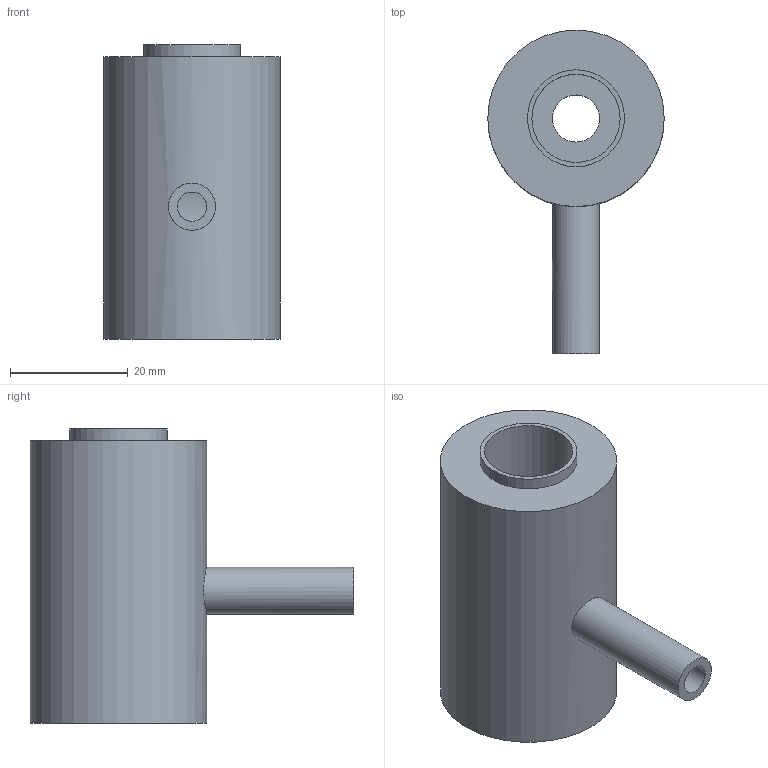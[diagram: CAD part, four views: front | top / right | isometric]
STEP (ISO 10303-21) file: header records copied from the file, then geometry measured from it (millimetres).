
FILE_DESCRIPTION(('FreeCAD Model'),'2;1');
FILE_NAME('Open CASCADE Shape Model','2022-10-25T18:49:30',(''),(''), 'Open CASCADE STEP processor 7.6','FreeCAD','Unknown');
FILE_SCHEMA(('AUTOMOTIVE_DESIGN { 1 0 10303 214 1 1 1 1 }'));
Length unit declared in the file: millimetre
Products named in the file (1): Body_Ringdüse
Bounding box: 30 x 55 x 50 mm (x, y, z)
Volume: 26675.6 mm3; surface area: 10375.6 mm2
Topology: 1 solids, 1 shells, 31 faces, 72 edges, 44 vertices
Faces by surface type: cylinder 16, plane 14, cone 1
Full cylindrical faces by diameter (mm): 4 x3, 5 x1, 8 x2, 15 x1, 16 x1, 16.5 x1, 20 x2, 30 x1
Entity records: 2301 total; most frequent: CARTESIAN_POINT 793, DIRECTION 294, ORIENTED_EDGE 144, PCURVE 144, DEFINITIONAL_REPRESENTATION 144, LINE 92, VECTOR 92, CIRCLE 88
